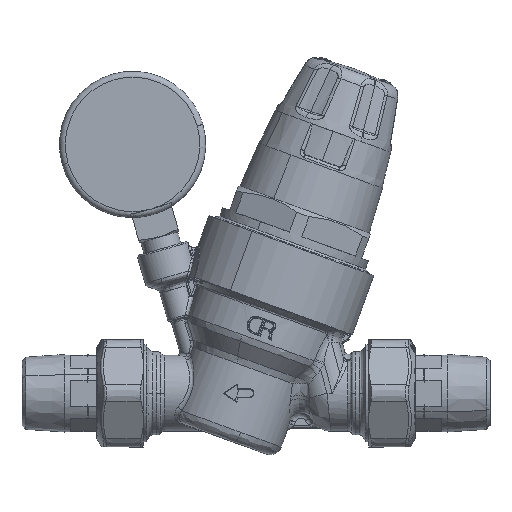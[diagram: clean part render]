
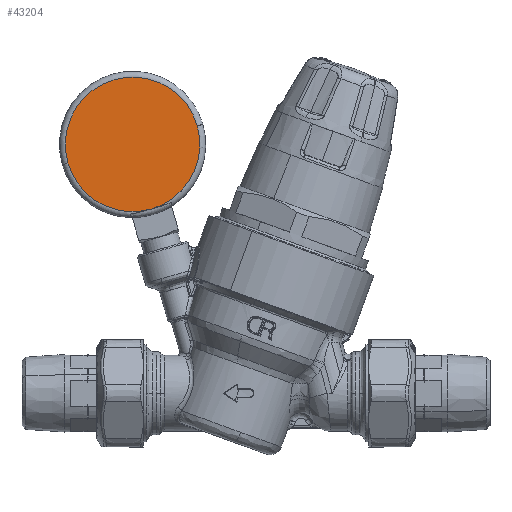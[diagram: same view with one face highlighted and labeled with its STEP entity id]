
A CAD part, left-side view. The second image highlights one B-rep face of the part: STEP entity #43204.
In plain terms, the highlighted planar face has unit normal (-1, -0.001, 0).
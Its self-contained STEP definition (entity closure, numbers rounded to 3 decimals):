
#43051=CARTESIAN_POINT('Vertex',(-10.013,58.058,78.729)) ;
#43054=CARTESIAN_POINT('Axis2P3D Location',(-10.,35.949,85.068)) ;
#43058=CARTESIAN_POINT('Vertex',(-9.987,13.84,91.408)) ;
#43078=CARTESIAN_POINT('Axis2P3D Location',(-10.,35.949,85.068)) ;
#43082=CARTESIAN_POINT('Vertex',(-10.,29.673,62.941)) ;
#43124=CARTESIAN_POINT('Axis2P3D Location',(-10.,35.949,85.068)) ;
#43128=CARTESIAN_POINT('Vertex',(-10.,29.521,62.985)) ;
#43156=CARTESIAN_POINT('Axis2P3D Location',(-10.,35.949,85.068)) ;
#43161=CARTESIAN_POINT('Axis2P3D Location',(-10.,35.949,85.068)) ;
#43165=CARTESIAN_POINT('Vertex',(-10.,29.646,62.949)) ;
#43168=CARTESIAN_POINT('Axis2P3D Location',(-10.,35.949,85.068)) ;
#43172=CARTESIAN_POINT('Vertex',(-10.,29.615,62.958)) ;
#43175=CARTESIAN_POINT('Axis2P3D Location',(-10.,35.949,85.068)) ;
#43179=CARTESIAN_POINT('Vertex',(-10.,29.609,62.959)) ;
#43182=CARTESIAN_POINT('Axis2P3D Location',(-10.,35.949,85.068)) ;
#43186=CARTESIAN_POINT('Vertex',(-10.,29.578,62.968)) ;
#43189=CARTESIAN_POINT('Axis2P3D Location',(-10.,35.949,85.068)) ;
#43055=DIRECTION('Axis2P3D Direction',(1.,0.001,0.)) ;
#43079=DIRECTION('Axis2P3D Direction',(1.,0.001,0.)) ;
#43125=DIRECTION('Axis2P3D Direction',(1.,0.001,0.)) ;
#43157=DIRECTION('Axis2P3D Direction',(1.,0.001,0.)) ;
#43158=DIRECTION('Axis2P3D XDirection',(-0.001,0.961,-0.276)) ;
#43162=DIRECTION('Axis2P3D Direction',(1.,0.001,0.)) ;
#43169=DIRECTION('Axis2P3D Direction',(1.,0.001,0.)) ;
#43176=DIRECTION('Axis2P3D Direction',(1.,0.001,0.)) ;
#43183=DIRECTION('Axis2P3D Direction',(1.,0.001,0.)) ;
#43190=DIRECTION('Axis2P3D Direction',(1.,0.001,0.)) ;
#43056=AXIS2_PLACEMENT_3D('Circle Axis2P3D',#43054,#43055,$) ;
#43080=AXIS2_PLACEMENT_3D('Circle Axis2P3D',#43078,#43079,$) ;
#43126=AXIS2_PLACEMENT_3D('Circle Axis2P3D',#43124,#43125,$) ;
#43159=AXIS2_PLACEMENT_3D('Plane Axis2P3D',#43156,#43157,#43158) ;
#43163=AXIS2_PLACEMENT_3D('Circle Axis2P3D',#43161,#43162,$) ;
#43170=AXIS2_PLACEMENT_3D('Circle Axis2P3D',#43168,#43169,$) ;
#43177=AXIS2_PLACEMENT_3D('Circle Axis2P3D',#43175,#43176,$) ;
#43184=AXIS2_PLACEMENT_3D('Circle Axis2P3D',#43182,#43183,$) ;
#43191=AXIS2_PLACEMENT_3D('Circle Axis2P3D',#43189,#43190,$) ;
#43057=CIRCLE('generated circle',#43056,23.) ;
#43081=CIRCLE('generated circle',#43080,23.) ;
#43127=CIRCLE('generated circle',#43126,23.) ;
#43164=CIRCLE('generated circle',#43163,23.) ;
#43171=CIRCLE('generated circle',#43170,23.) ;
#43178=CIRCLE('generated circle',#43177,23.) ;
#43185=CIRCLE('generated circle',#43184,23.) ;
#43192=CIRCLE('generated circle',#43191,23.) ;
#43160=PLANE('',#43159) ;
#43060=EDGE_CURVE('',#43052,#43059,#43057,.T.) ;
#43084=EDGE_CURVE('',#43083,#43052,#43081,.T.) ;
#43130=EDGE_CURVE('',#43059,#43129,#43127,.T.) ;
#43167=EDGE_CURVE('',#43166,#43083,#43164,.T.) ;
#43174=EDGE_CURVE('',#43173,#43166,#43171,.T.) ;
#43181=EDGE_CURVE('',#43180,#43173,#43178,.T.) ;
#43188=EDGE_CURVE('',#43187,#43180,#43185,.T.) ;
#43193=EDGE_CURVE('',#43129,#43187,#43192,.T.) ;
#43195=ORIENTED_EDGE('',*,*,#43060,.F.) ;
#43196=ORIENTED_EDGE('',*,*,#43084,.F.) ;
#43197=ORIENTED_EDGE('',*,*,#43167,.F.) ;
#43198=ORIENTED_EDGE('',*,*,#43174,.F.) ;
#43199=ORIENTED_EDGE('',*,*,#43181,.F.) ;
#43200=ORIENTED_EDGE('',*,*,#43188,.F.) ;
#43201=ORIENTED_EDGE('',*,*,#43193,.F.) ;
#43202=ORIENTED_EDGE('',*,*,#43130,.F.) ;
#43194=EDGE_LOOP('',(#43195,#43196,#43197,#43198,#43199,#43200,#43201,#43202)) ;
#43052=VERTEX_POINT('',#43051) ;
#43059=VERTEX_POINT('',#43058) ;
#43083=VERTEX_POINT('',#43082) ;
#43129=VERTEX_POINT('',#43128) ;
#43166=VERTEX_POINT('',#43165) ;
#43173=VERTEX_POINT('',#43172) ;
#43180=VERTEX_POINT('',#43179) ;
#43187=VERTEX_POINT('',#43186) ;
#43204=ADVANCED_FACE('PartBody',(#43203),#43160,.F.) ;
#43203=FACE_OUTER_BOUND('',#43194,.T.) ;
